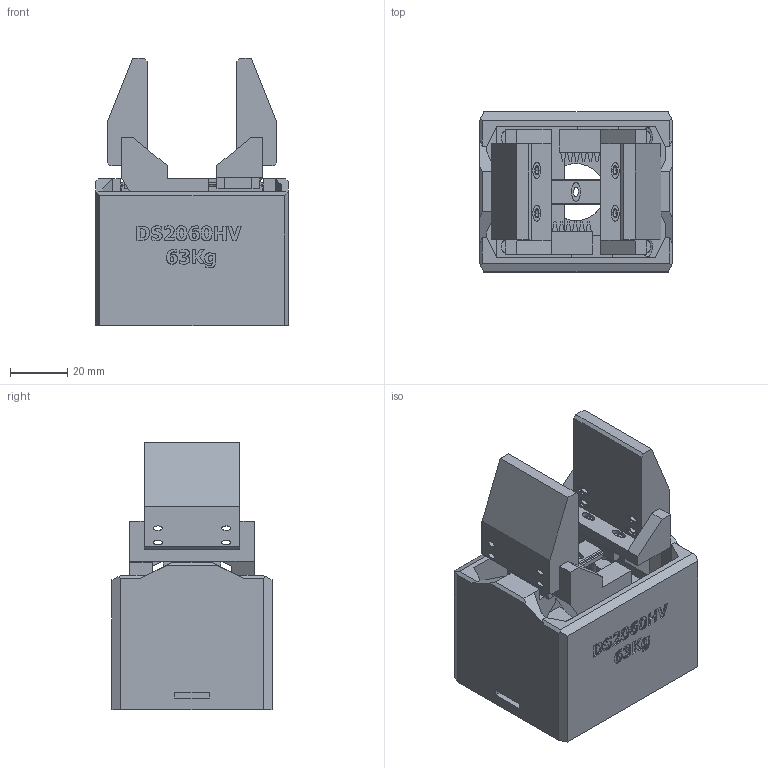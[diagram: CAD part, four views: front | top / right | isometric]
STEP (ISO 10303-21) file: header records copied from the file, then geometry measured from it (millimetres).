
FILE_DESCRIPTION(/* description */ ('STEP AP242 Edition 2','CAx-IF Rec.Pracs.---Representation and Presentation of Product Manufacturing Information (PMI)---4.0---2014-10-13','CAx-IF Rec.Pracs.---3D Tessellated Geometry---0.4---2014-09-14','2;1','CAx-IF Rec.Pracs.---User Defined Attributes---1.5---2016-08-15'),/* implementation_level */ '2;1');
FILE_NAME(/* name */ '69757786f10d910d67f75c38',/* time_stamp */ '2026-01-25T01:53:10Z',/* author */ (''),/* organization */ (''),/* preprocessor_version */ 'ST-DEVELOPER v20',/* originating_system */ 'ONSHAPE BY PTC INC, 1.209',/* authorisation */ ' ');
FILE_SCHEMA (('AP242_MANAGED_MODEL_BASED_3D_ENGINEERING_MIM_LF { 1 0 10303 442 3 1 4 }'));
Length unit declared in the file: metre
Products named in the file (3): Fusion
Bounding box: 67.5 x 56 x 93.45 mm (x, y, z)
Volume: 109285.8 mm3; surface area: 47249.7 mm2
Topology: 3 solids, 3 shells, 789 faces, 2154 edges, 1372 vertices
Faces by surface type: plane 526, bspline 257, cylinder 6
Full cylindrical faces by diameter (mm): 20 x1
Entity records: 29564 total; most frequent: CARTESIAN_POINT 9467, ORIENTED_EDGE 4092, DIRECTION 2954, EDGE_CURVE 2046, LINE 1538, VECTOR 1538, VERTEX_POINT 1363, FACE_BOUND 977
